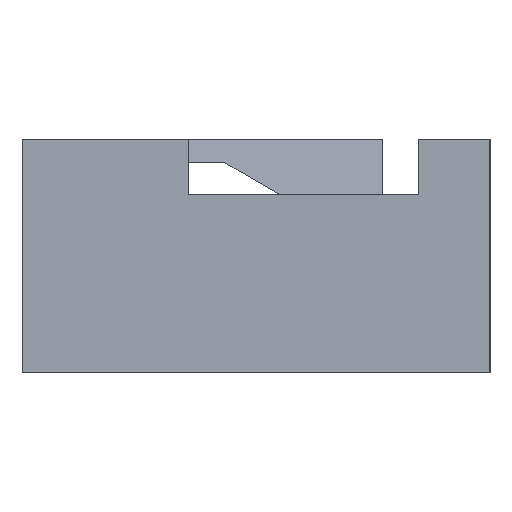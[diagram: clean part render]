
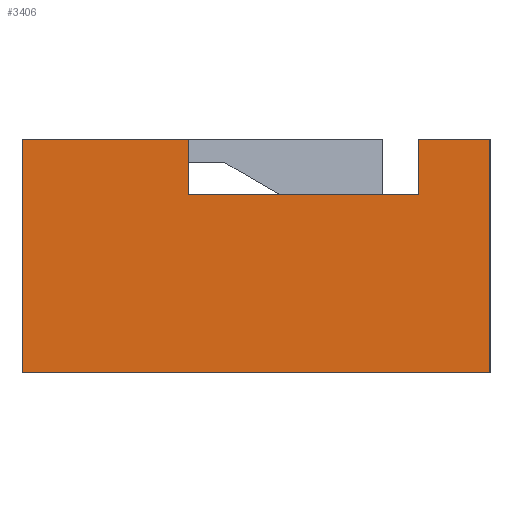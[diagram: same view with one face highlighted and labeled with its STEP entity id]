
A CAD part, left-side view. The second image highlights one B-rep face of the part: STEP entity #3406.
In plain terms, the highlighted planar face has unit normal (-1, 0, 0).
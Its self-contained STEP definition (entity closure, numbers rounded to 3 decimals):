
#13=DIRECTION('',(0.,-1.,0.));
#14=VECTOR('',#13,5.9);
#15=CARTESIAN_POINT('',(-8.,2.95,-1.475));
#16=LINE('',#15,#14);
#185=DIRECTION('',(0.,0.,1.));
#186=VECTOR('',#185,2.95);
#187=CARTESIAN_POINT('',(-8.,-2.95,-1.475));
#188=LINE('',#187,#186);
#285=DIRECTION('',(0.,0.,-1.));
#286=VECTOR('',#285,0.7);
#287=CARTESIAN_POINT('',(-8.,-2.05,1.475));
#288=LINE('',#287,#286);
#289=DIRECTION('',(0.,0.,1.));
#290=VECTOR('',#289,2.95);
#291=CARTESIAN_POINT('',(-8.,2.95,-1.475));
#292=LINE('',#291,#290);
#293=DIRECTION('',(0.,0.,-1.));
#294=VECTOR('',#293,0.7);
#295=CARTESIAN_POINT('',(-8.,0.85,1.475));
#296=LINE('',#295,#294);
#297=DIRECTION('',(0.,1.,0.));
#298=VECTOR('',#297,2.9);
#299=CARTESIAN_POINT('',(-8.,-2.05,0.775));
#300=LINE('',#299,#298);
#453=DIRECTION('',(0.,-1.,0.));
#454=VECTOR('',#453,0.9);
#455=CARTESIAN_POINT('',(-8.,-2.05,1.475));
#456=LINE('',#455,#454);
#477=DIRECTION('',(0.,-1.,0.));
#478=VECTOR('',#477,2.1);
#479=CARTESIAN_POINT('',(-8.,2.95,1.475));
#480=LINE('',#479,#478);
#2377=CARTESIAN_POINT('',(-8.,2.95,-1.475));
#2378=CARTESIAN_POINT('',(-8.,-2.95,-1.475));
#2379=VERTEX_POINT('',#2377);
#2380=VERTEX_POINT('',#2378);
#2385=CARTESIAN_POINT('',(-8.,-2.95,1.475));
#2387=VERTEX_POINT('',#2385);
#2390=CARTESIAN_POINT('',(-8.,2.95,1.475));
#2392=VERTEX_POINT('',#2390);
#2409=CARTESIAN_POINT('',(-8.,-2.05,1.475));
#2410=CARTESIAN_POINT('',(-8.,-2.05,0.775));
#2411=VERTEX_POINT('',#2409);
#2412=VERTEX_POINT('',#2410);
#2413=CARTESIAN_POINT('',(-8.,0.85,0.775));
#2414=VERTEX_POINT('',#2413);
#2415=CARTESIAN_POINT('',(-8.,0.85,1.475));
#2416=VERTEX_POINT('',#2415);
#3385=CARTESIAN_POINT('',(-8.,2.95,-1.475));
#3386=DIRECTION('',(-1.,0.,0.));
#3387=DIRECTION('',(0.,-1.,0.));
#3388=AXIS2_PLACEMENT_3D('',#3385,#3386,#3387);
#3389=PLANE('',#3388);
#3391=ORIENTED_EDGE('',*,*,#3390,.F.);
#3393=ORIENTED_EDGE('',*,*,#3392,.T.);
#3394=ORIENTED_EDGE('',*,*,#3318,.F.);
#3395=ORIENTED_EDGE('',*,*,#3140,.F.);
#3397=ORIENTED_EDGE('',*,*,#3396,.T.);
#3399=ORIENTED_EDGE('',*,*,#3398,.T.);
#3401=ORIENTED_EDGE('',*,*,#3400,.T.);
#3403=ORIENTED_EDGE('',*,*,#3402,.F.);
#3404=EDGE_LOOP('',(#3391,#3393,#3394,#3395,#3397,#3399,#3401,#3403));
#3405=FACE_OUTER_BOUND('',#3404,.F.);
#3406=ADVANCED_FACE('',(#3405),#3389,.T.);
#3140=EDGE_CURVE('',#2379,#2380,#16,.T.);
#3318=EDGE_CURVE('',#2380,#2387,#188,.T.);
#3390=EDGE_CURVE('',#2411,#2412,#288,.T.);
#3392=EDGE_CURVE('',#2411,#2387,#456,.T.);
#3396=EDGE_CURVE('',#2379,#2392,#292,.T.);
#3398=EDGE_CURVE('',#2392,#2416,#480,.T.);
#3400=EDGE_CURVE('',#2416,#2414,#296,.T.);
#3402=EDGE_CURVE('',#2412,#2414,#300,.T.);
